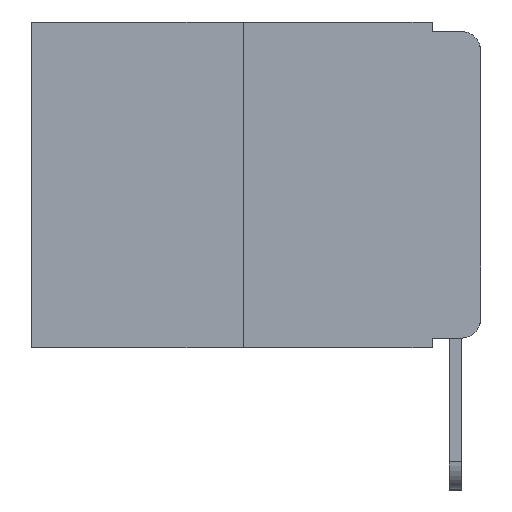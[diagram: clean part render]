
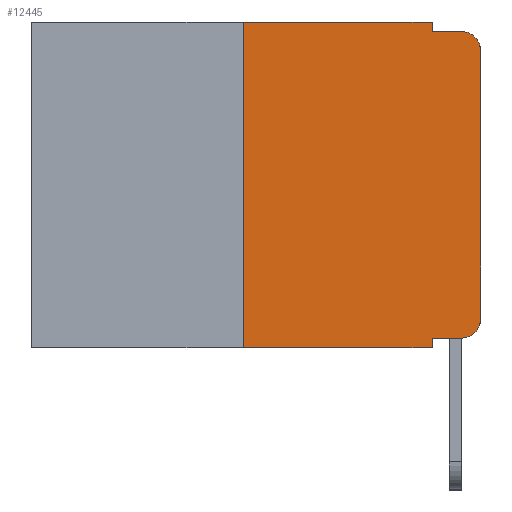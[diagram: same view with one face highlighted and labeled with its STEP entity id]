
A CAD part, left-side view. The second image highlights one B-rep face of the part: STEP entity #12445.
In plain terms, the highlighted planar face has unit normal (-1, 0, 0).
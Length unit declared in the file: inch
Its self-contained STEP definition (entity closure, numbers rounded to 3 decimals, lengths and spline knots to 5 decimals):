
#298 = EDGE_CURVE ( 'NONE', #10010, #2742, #11389, .T. ) ;
#338 = DIRECTION ( 'NONE',  ( 0., 0., 1. ) ) ;
#473 = VECTOR ( 'NONE', #6168, 39.37008 ) ;
#656 = LINE ( 'NONE', #19344, #15550 ) ;
#720 = LINE ( 'NONE', #4262, #473 ) ;
#725 = CARTESIAN_POINT ( 'NONE',  ( 0., 0.25, 0. ) ) ;
#775 = DIRECTION ( 'NONE',  ( -1., 0., 0. ) ) ;
#1259 = PLANE ( 'NONE',  #3511 ) ;
#2179 = EDGE_CURVE ( 'NONE', #9876, #10940, #15779, .T. ) ;
#2742 = VERTEX_POINT ( 'NONE', #8298 ) ;
#3162 = EDGE_CURVE ( 'NONE', #5933, #10940, #20480, .T. ) ;
#3418 = VECTOR ( 'NONE', #19625, 39.37008 ) ;
#3511 = AXIS2_PLACEMENT_3D ( 'NONE', #9817, #4842, #21967 ) ;
#4147 = EDGE_LOOP ( 'NONE', ( #13130, #12644, #9421, #5080, #9882, #19031, #20091, #8883, #12403, #14720 ) ) ;
#4262 = CARTESIAN_POINT ( 'NONE',  ( 0., 0.051, -0.333 ) ) ;
#4842 = DIRECTION ( 'NONE',  ( 1., 0., 0. ) ) ;
#4864 = EDGE_CURVE ( 'NONE', #16596, #10010, #7665, .T. ) ;
#4955 = CARTESIAN_POINT ( 'NONE',  ( 0., 0.02, -0.313 ) ) ;
#5080 = ORIENTED_EDGE ( 'NONE', *, *, #4864, .F. ) ;
#5445 = CARTESIAN_POINT ( 'NONE',  ( 0., 0.473, -0.343 ) ) ;
#5741 = CARTESIAN_POINT ( 'NONE',  ( 0., 0., -0.313 ) ) ;
#5933 = VERTEX_POINT ( 'NONE', #19363 ) ;
#6168 = DIRECTION ( 'NONE',  ( 0., -1., 0. ) ) ;
#7040 = AXIS2_PLACEMENT_3D ( 'NONE', #4955, #18695, #16840 ) ;
#7247 = AXIS2_PLACEMENT_3D ( 'NONE', #12768, #775, #17865 ) ;
#7656 = CARTESIAN_POINT ( 'NONE',  ( 0., 0.25, 0. ) ) ;
#7665 = LINE ( 'NONE', #14382, #3418 ) ;
#7783 = EDGE_CURVE ( 'NONE', #5933, #14037, #720, .T. ) ;
#8298 = CARTESIAN_POINT ( 'NONE',  ( 0., 0.02, -0.01 ) ) ;
#8483 = FACE_OUTER_BOUND ( 'NONE', #4147, .T. ) ;
#8857 = CARTESIAN_POINT ( 'NONE',  ( 0., 0.051, -0.01 ) ) ;
#8883 = ORIENTED_EDGE ( 'NONE', *, *, #3162, .F. ) ;
#9076 = EDGE_CURVE ( 'NONE', #14595, #16596, #656, .T. ) ;
#9090 = CARTESIAN_POINT ( 'NONE',  ( 0., 0.02, -0.333 ) ) ;
#9421 = ORIENTED_EDGE ( 'NONE', *, *, #298, .F. ) ;
#9655 = VERTEX_POINT ( 'NONE', #17945 ) ;
#9817 = CARTESIAN_POINT ( 'NONE',  ( 0., 0.473, 0. ) ) ;
#9876 = VERTEX_POINT ( 'NONE', #11798 ) ;
#9882 = ORIENTED_EDGE ( 'NONE', *, *, #9076, .F. ) ;
#9884 = CARTESIAN_POINT ( 'NONE',  ( 0., 0.051, 0. ) ) ;
#10010 = VERTEX_POINT ( 'NONE', #8857 ) ;
#10102 = EDGE_CURVE ( 'NONE', #12217, #9655, #12869, .T. ) ;
#10104 = CIRCLE ( 'NONE', #7040, 0.02 ) ;
#10433 = DIRECTION ( 'NONE',  ( 0., -1., 0. ) ) ;
#10940 = VERTEX_POINT ( 'NONE', #20215 ) ;
#11261 = CARTESIAN_POINT ( 'NONE',  ( 0., 0.051, 0. ) ) ;
#11389 = LINE ( 'NONE', #21323, #19622 ) ;
#11763 = EDGE_CURVE ( 'NONE', #14037, #12217, #10104, .T. ) ;
#11798 = CARTESIAN_POINT ( 'NONE',  ( 0., 0.25, -0.343 ) ) ;
#12088 = VECTOR ( 'NONE', #338, 39.37008 ) ;
#12217 = VERTEX_POINT ( 'NONE', #5741 ) ;
#12403 = ORIENTED_EDGE ( 'NONE', *, *, #7783, .T. ) ;
#12445 = ADVANCED_FACE ( 'NONE', ( #8483 ), #1259, .F. ) ;
#12606 = DIRECTION ( 'NONE',  ( 0., -1., 0. ) ) ;
#12644 = ORIENTED_EDGE ( 'NONE', *, *, #21866, .T. ) ;
#12768 = CARTESIAN_POINT ( 'NONE',  ( 0., 0.02, -0.03 ) ) ;
#12844 = VECTOR ( 'NONE', #13422, 39.37008 ) ;
#12869 = LINE ( 'NONE', #18970, #12088 ) ;
#13130 = ORIENTED_EDGE ( 'NONE', *, *, #10102, .T. ) ;
#13422 = DIRECTION ( 'NONE',  ( 0., 0., -1. ) ) ;
#14037 = VERTEX_POINT ( 'NONE', #9090 ) ;
#14241 = CIRCLE ( 'NONE', #7247, 0.02 ) ;
#14382 = CARTESIAN_POINT ( 'NONE',  ( 0., 0.051, 0. ) ) ;
#14555 = DIRECTION ( 'NONE',  ( 0., 0., 1. ) ) ;
#14595 = VERTEX_POINT ( 'NONE', #7656 ) ;
#14625 = DIRECTION ( 'NONE',  ( 0., -1., 0. ) ) ;
#14720 = ORIENTED_EDGE ( 'NONE', *, *, #11763, .T. ) ;
#15245 = VECTOR ( 'NONE', #10433, 39.37008 ) ;
#15550 = VECTOR ( 'NONE', #12606, 39.37008 ) ;
#15779 = LINE ( 'NONE', #5445, #15245 ) ;
#16596 = VERTEX_POINT ( 'NONE', #11261 ) ;
#16840 = DIRECTION ( 'NONE',  ( 0., 0., -1. ) ) ;
#17192 = LINE ( 'NONE', #725, #19846 ) ;
#17865 = DIRECTION ( 'NONE',  ( 0., 0., -1. ) ) ;
#17945 = CARTESIAN_POINT ( 'NONE',  ( 0., 0., -0.03 ) ) ;
#18453 = EDGE_CURVE ( 'NONE', #9876, #14595, #17192, .T. ) ;
#18695 = DIRECTION ( 'NONE',  ( -1., 0., 0. ) ) ;
#18970 = CARTESIAN_POINT ( 'NONE',  ( 0., 0., 0. ) ) ;
#19031 = ORIENTED_EDGE ( 'NONE', *, *, #18453, .F. ) ;
#19344 = CARTESIAN_POINT ( 'NONE',  ( 0., 0.473, 0. ) ) ;
#19363 = CARTESIAN_POINT ( 'NONE',  ( 0., 0.051, -0.333 ) ) ;
#19622 = VECTOR ( 'NONE', #14625, 39.37008 ) ;
#19625 = DIRECTION ( 'NONE',  ( 0., 0., -1. ) ) ;
#19846 = VECTOR ( 'NONE', #14555, 39.37008 ) ;
#20091 = ORIENTED_EDGE ( 'NONE', *, *, #2179, .T. ) ;
#20215 = CARTESIAN_POINT ( 'NONE',  ( 0., 0.051, -0.343 ) ) ;
#20480 = LINE ( 'NONE', #9884, #12844 ) ;
#21323 = CARTESIAN_POINT ( 'NONE',  ( 0., 0.051, -0.01 ) ) ;
#21866 = EDGE_CURVE ( 'NONE', #9655, #2742, #14241, .T. ) ;
#21967 = DIRECTION ( 'NONE',  ( 0., 0., -1. ) ) ;
